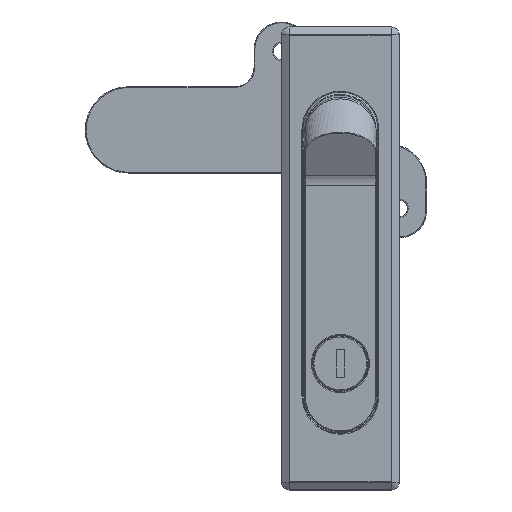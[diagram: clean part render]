
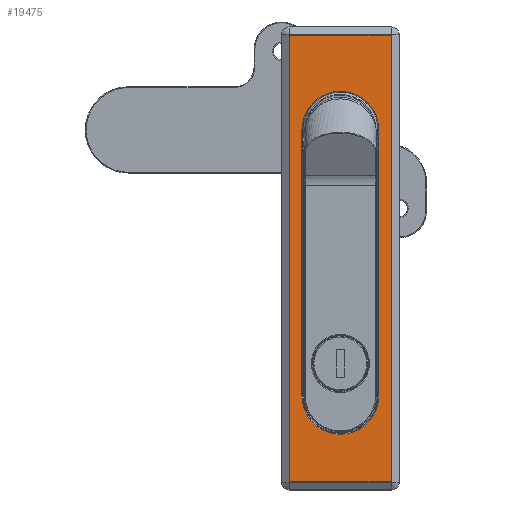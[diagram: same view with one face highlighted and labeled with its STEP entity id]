
A CAD part, top view. The second image highlights one B-rep face of the part: STEP entity #19475.
In plain terms, the highlighted planar face has unit normal (0, 0, 1).
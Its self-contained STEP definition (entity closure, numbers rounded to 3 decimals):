
#1330 = EDGE_CURVE ( 'NONE', #29828, #6373, #9162, .T. ) ;
#1689 = CARTESIAN_POINT ( 'NONE',  ( 9.8, 0., 3. ) ) ;
#2371 = CARTESIAN_POINT ( 'NONE',  ( 12.933, 57., 3. ) ) ;
#2541 = CARTESIAN_POINT ( 'NONE',  ( -12.933, 56.933, 3. ) ) ;
#3920 = CARTESIAN_POINT ( 'NONE',  ( -13., 56.933, 3. ) ) ;
#4165 = DIRECTION ( 'NONE',  ( 0., 0., -1. ) ) ;
#4257 = LINE ( 'NONE', #3920, #19777 ) ;
#4723 = CARTESIAN_POINT ( 'NONE',  ( -9.8, 0., 3. ) ) ;
#4790 = EDGE_CURVE ( 'NONE', #6373, #22999, #5236, .T. ) ;
#5236 = LINE ( 'NONE', #1689, #19107 ) ;
#5962 = FACE_OUTER_BOUND ( 'NONE', #31655, .T. ) ;
#6373 = VERTEX_POINT ( 'NONE', #15227 ) ;
#8999 = EDGE_LOOP ( 'NONE', ( #11924, #32515, #39264, #17786 ) ) ;
#9147 = CARTESIAN_POINT ( 'NONE',  ( 12.933, -56.933, 3. ) ) ;
#9162 = CIRCLE ( 'NONE', #18014, 9.8 ) ;
#9927 = DIRECTION ( 'NONE',  ( -1., 0., 0. ) ) ;
#11359 = CARTESIAN_POINT ( 'NONE',  ( 13., -56.933, 3. ) ) ;
#11879 = DIRECTION ( 'NONE',  ( 0., 1., 0. ) ) ;
#11924 = ORIENTED_EDGE ( 'NONE', *, *, #4790, .T. ) ;
#13449 = FACE_BOUND ( 'NONE', #8999, .T. ) ;
#14097 = CARTESIAN_POINT ( 'NONE',  ( 0., -35., 3. ) ) ;
#14261 = AXIS2_PLACEMENT_3D ( 'NONE', #14097, #24572, #34785 ) ;
#15227 = CARTESIAN_POINT ( 'NONE',  ( 9.8, 32.8, 3. ) ) ;
#15353 = LINE ( 'NONE', #11359, #41109 ) ;
#16563 = ORIENTED_EDGE ( 'NONE', *, *, #23377, .T. ) ;
#17786 = ORIENTED_EDGE ( 'NONE', *, *, #1330, .T. ) ;
#18014 = AXIS2_PLACEMENT_3D ( 'NONE', #34858, #4165, #27904 ) ;
#19107 = VECTOR ( 'NONE', #25212, 1000. ) ;
#19475 = ADVANCED_FACE ( 'NONE', ( #13449, #5962 ), #37478, .F. ) ;
#19542 = DIRECTION ( 'NONE',  ( 0., -1., 0. ) ) ;
#19777 = VECTOR ( 'NONE', #27804, 1000. ) ;
#19881 = VERTEX_POINT ( 'NONE', #38357 ) ;
#22865 = VERTEX_POINT ( 'NONE', #32096 ) ;
#22999 = VERTEX_POINT ( 'NONE', #43505 ) ;
#23377 = EDGE_CURVE ( 'NONE', #22865, #33919, #15353, .T. ) ;
#24572 = DIRECTION ( 'NONE',  ( 0., 0., -1. ) ) ;
#24969 = VERTEX_POINT ( 'NONE', #34038 ) ;
#25212 = DIRECTION ( 'NONE',  ( 0., -1., 0. ) ) ;
#25672 = ORIENTED_EDGE ( 'NONE', *, *, #38175, .T. ) ;
#26034 = ORIENTED_EDGE ( 'NONE', *, *, #44509, .T. ) ;
#26517 = EDGE_CURVE ( 'NONE', #19881, #29828, #36215, .T. ) ;
#27014 = CARTESIAN_POINT ( 'NONE',  ( -12.933, -57., 3. ) ) ;
#27804 = DIRECTION ( 'NONE',  ( -1., 0., 0. ) ) ;
#27885 = CARTESIAN_POINT ( 'NONE',  ( -9.8, 32.8, 3. ) ) ;
#27904 = DIRECTION ( 'NONE',  ( -1., 0., 0. ) ) ;
#29409 = EDGE_CURVE ( 'NONE', #33919, #24969, #42491, .T. ) ;
#29828 = VERTEX_POINT ( 'NONE', #27885 ) ;
#30289 = CARTESIAN_POINT ( 'NONE',  ( 0., 0., 3. ) ) ;
#30578 = AXIS2_PLACEMENT_3D ( 'NONE', #30289, #40958, #9927 ) ;
#30619 = CIRCLE ( 'NONE', #14261, 9.8 ) ;
#31292 = DIRECTION ( 'NONE',  ( 1., 0., 0. ) ) ;
#31655 = EDGE_LOOP ( 'NONE', ( #43024, #26034, #25672, #16563 ) ) ;
#32096 = CARTESIAN_POINT ( 'NONE',  ( -12.933, -56.933, 3. ) ) ;
#32515 = ORIENTED_EDGE ( 'NONE', *, *, #33742, .T. ) ;
#32532 = LINE ( 'NONE', #27014, #39504 ) ;
#32927 = DIRECTION ( 'NONE',  ( 0., 1., 0. ) ) ;
#33386 = VERTEX_POINT ( 'NONE', #2541 ) ;
#33742 = EDGE_CURVE ( 'NONE', #22999, #19881, #30619, .T. ) ;
#33919 = VERTEX_POINT ( 'NONE', #9147 ) ;
#34038 = CARTESIAN_POINT ( 'NONE',  ( 12.933, 56.933, 3. ) ) ;
#34785 = DIRECTION ( 'NONE',  ( -1., 0., 0. ) ) ;
#34858 = CARTESIAN_POINT ( 'NONE',  ( 0., 32.8, 3. ) ) ;
#36005 = VECTOR ( 'NONE', #32927, 1000. ) ;
#36215 = LINE ( 'NONE', #4723, #43215 ) ;
#37478 = PLANE ( 'NONE',  #30578 ) ;
#38175 = EDGE_CURVE ( 'NONE', #33386, #22865, #32532, .T. ) ;
#38357 = CARTESIAN_POINT ( 'NONE',  ( -9.8, -35., 3. ) ) ;
#39264 = ORIENTED_EDGE ( 'NONE', *, *, #26517, .T. ) ;
#39504 = VECTOR ( 'NONE', #19542, 1000. ) ;
#40958 = DIRECTION ( 'NONE',  ( 0., 0., -1. ) ) ;
#41109 = VECTOR ( 'NONE', #31292, 1000. ) ;
#42491 = LINE ( 'NONE', #2371, #36005 ) ;
#43024 = ORIENTED_EDGE ( 'NONE', *, *, #29409, .T. ) ;
#43215 = VECTOR ( 'NONE', #11879, 1000. ) ;
#43505 = CARTESIAN_POINT ( 'NONE',  ( 9.8, -35., 3. ) ) ;
#44509 = EDGE_CURVE ( 'NONE', #24969, #33386, #4257, .T. ) ;
